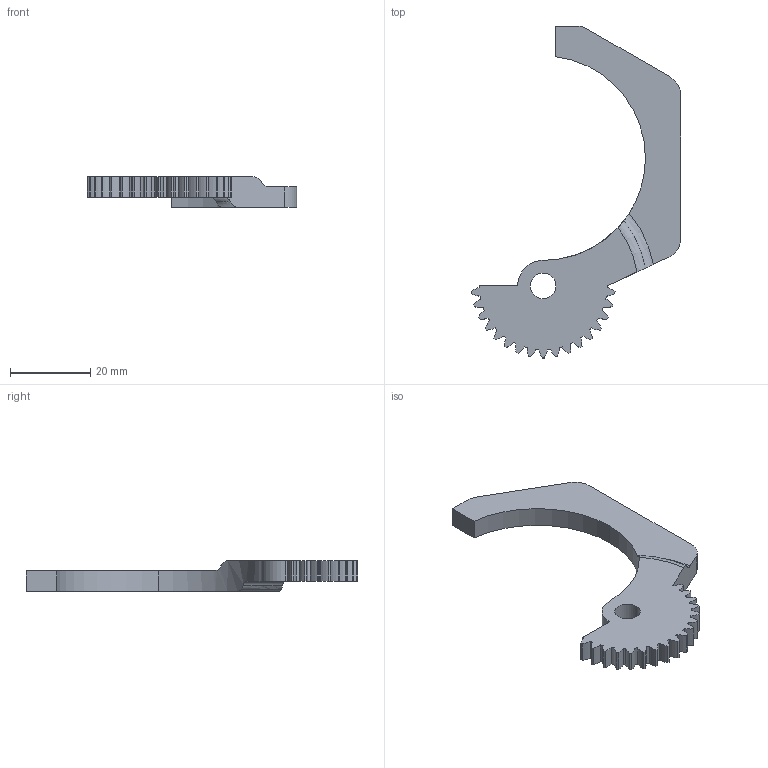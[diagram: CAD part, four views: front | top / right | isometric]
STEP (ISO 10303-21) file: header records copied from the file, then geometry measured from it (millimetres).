
FILE_DESCRIPTION (( 'STEP AP203' ), '1' );
FILE_NAME ('Gripper left jaw.STEP', '2016-07-28T23:13:40', ( '' ), ( '' ), 'SwSTEP 2.0', 'SolidWorks 2015', '' );
FILE_SCHEMA (( 'CONFIG_CONTROL_DESIGN' ));
Length unit declared in the file: inch
Products named in the file (1): Gripper left jaw
Bounding box: 52.01 x 82.49 x 7.62 mm (x, y, z)
Volume: 7160.2 mm3; surface area: 4400 mm2
Topology: 1 solids, 1 shells, 93 faces, 273 edges, 182 vertices
Faces by surface type: cylinder 62, plane 27, torus 4
Entity records: 3300 total; most frequent: CARTESIAN_POINT 623, DIRECTION 585, ORIENTED_EDGE 546, EDGE_CURVE 273, AXIS2_PLACEMENT_3D 226, VERTEX_POINT 182, VECTOR 133, LINE 133
